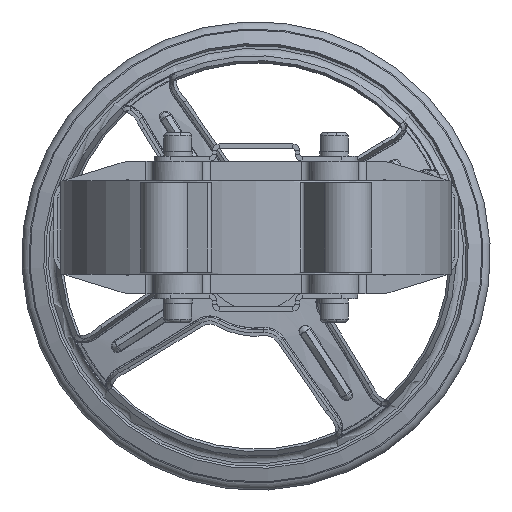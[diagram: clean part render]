
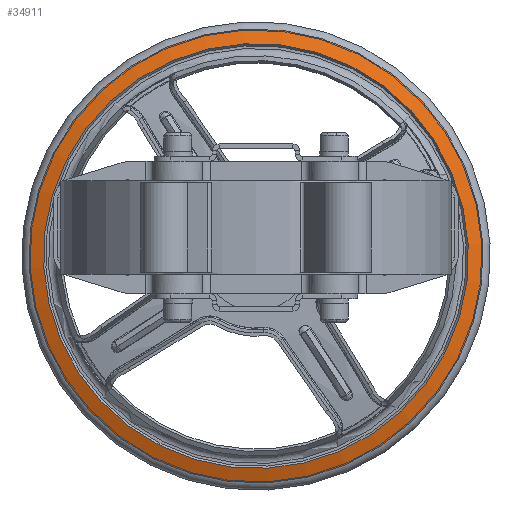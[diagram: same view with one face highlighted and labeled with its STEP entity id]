
A CAD part, front view. The second image highlights one B-rep face of the part: STEP entity #34911.
In plain terms, the highlighted conical face has half-angle 70 degrees and reference radius 145.394 mm.
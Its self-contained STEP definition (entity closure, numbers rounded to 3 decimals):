
#4329=FACE_OUTER_BOUND('',#6408,.T.);
#6408=EDGE_LOOP('',(#26910,#26911,#26912,#26913,#26914,#26915));
#8636=LINE('',#58723,#11002);
#11002=VECTOR('',#43169,145.394);
#13064=CIRCLE('',#37564,145.394);
#13065=CIRCLE('',#37565,145.394);
#13066=CIRCLE('',#37566,136.);
#13067=CIRCLE('',#37567,136.);
#15504=VERTEX_POINT('',#58718);
#15505=VERTEX_POINT('',#58719);
#15506=VERTEX_POINT('',#58722);
#15507=VERTEX_POINT('',#58724);
#19599=EDGE_CURVE('',#15504,#15505,#13064,.T.);
#19600=EDGE_CURVE('',#15505,#15504,#13065,.T.);
#19601=EDGE_CURVE('',#15505,#15506,#8636,.T.);
#19602=EDGE_CURVE('',#15506,#15507,#13066,.T.);
#19603=EDGE_CURVE('',#15507,#15506,#13067,.T.);
#26910=ORIENTED_EDGE('',*,*,#19599,.F.);
#26911=ORIENTED_EDGE('',*,*,#19600,.F.);
#26912=ORIENTED_EDGE('',*,*,#19601,.T.);
#26913=ORIENTED_EDGE('',*,*,#19602,.T.);
#26914=ORIENTED_EDGE('',*,*,#19603,.T.);
#26915=ORIENTED_EDGE('',*,*,#19601,.F.);
#32277=CONICAL_SURFACE('',#37563,145.394,1.222);
#34911=ADVANCED_FACE('',(#4329),#32277,.T.);
#37563=AXIS2_PLACEMENT_3D('',#58717,#43163,#43164);
#37564=AXIS2_PLACEMENT_3D('',#58720,#43165,#43166);
#37565=AXIS2_PLACEMENT_3D('',#58721,#43167,#43168);
#37566=AXIS2_PLACEMENT_3D('',#58725,#43170,#43171);
#37567=AXIS2_PLACEMENT_3D('',#58726,#43172,#43173);
#43163=DIRECTION('center_axis',(0.,1.,0.));
#43164=DIRECTION('ref_axis',(-0.837,0.,-0.547));
#43165=DIRECTION('center_axis',(0.,1.,0.));
#43166=DIRECTION('ref_axis',(-0.837,0.,-0.547));
#43167=DIRECTION('center_axis',(0.,1.,0.));
#43168=DIRECTION('ref_axis',(-0.837,0.,-0.547));
#43169=DIRECTION('',(-0.787,-0.342,-0.514));
#43170=DIRECTION('center_axis',(0.,1.,0.));
#43171=DIRECTION('ref_axis',(-0.837,0.,-0.547));
#43172=DIRECTION('center_axis',(0.,1.,0.));
#43173=DIRECTION('ref_axis',(-0.837,0.,-0.547));
#58717=CARTESIAN_POINT('Origin',(55.666,390.177,51.158));
#58718=CARTESIAN_POINT('',(-66.054,390.177,-28.365));
#58719=CARTESIAN_POINT('',(177.385,390.177,130.68));
#58720=CARTESIAN_POINT('Origin',(55.666,390.177,51.158));
#58721=CARTESIAN_POINT('Origin',(55.666,390.177,51.158));
#58722=CARTESIAN_POINT('',(169.521,386.758,125.542));
#58723=CARTESIAN_POINT('',(177.385,390.177,130.68));
#58724=CARTESIAN_POINT('',(-58.189,386.758,-23.226));
#58725=CARTESIAN_POINT('Origin',(55.666,386.758,51.158));
#58726=CARTESIAN_POINT('Origin',(55.666,386.758,51.158));
